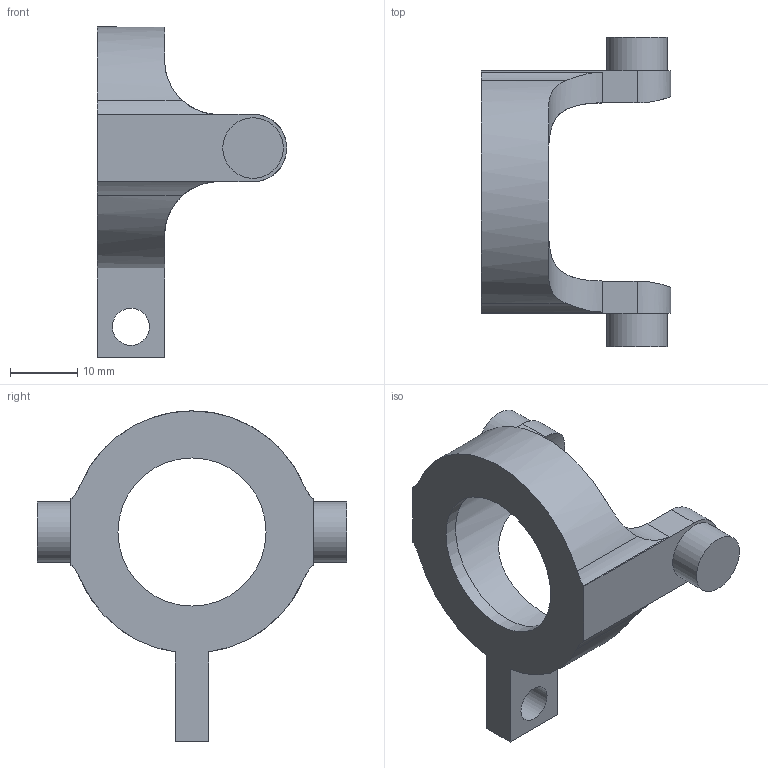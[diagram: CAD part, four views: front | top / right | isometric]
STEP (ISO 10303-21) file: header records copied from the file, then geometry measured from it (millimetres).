
FILE_DESCRIPTION(/* description */ (''),/* implementation_level */ '2;1');
FILE_NAME(/* name */ 'ADM_LATERAL.stp',/* time_stamp */ '2024-10-18T18:01:03-05:00',/* author */ ('yulio'),/* organization */ (''),/* preprocessor_version */ 'ST-DEVELOPER v20',/* originating_system */ 'Autodesk Inventor 2024',/* authorisation */ '');
FILE_SCHEMA (('AUTOMOTIVE_DESIGN { 1 0 10303 214 3 1 1 }'));
Length unit declared in the file: millimetre
Products named in the file (1): Lateral momentanio
Bounding box: 28.15 x 46 x 49.07 mm (x, y, z)
Volume: 7277.4 mm3; surface area: 5055.5 mm2
Topology: 1 solids, 1 shells, 33 faces, 87 edges, 58 vertices
Faces by surface type: cylinder 18, plane 15
Full cylindrical faces by diameter (mm): 5.5 x1, 9 x2, 22 x1, 28.3 x1
Entity records: 1199 total; most frequent: CARTESIAN_POINT 321, ORIENTED_EDGE 174, DIRECTION 165, EDGE_CURVE 87, VERTEX_POINT 58, AXIS2_PLACEMENT_3D 58, LINE 49, VECTOR 49
